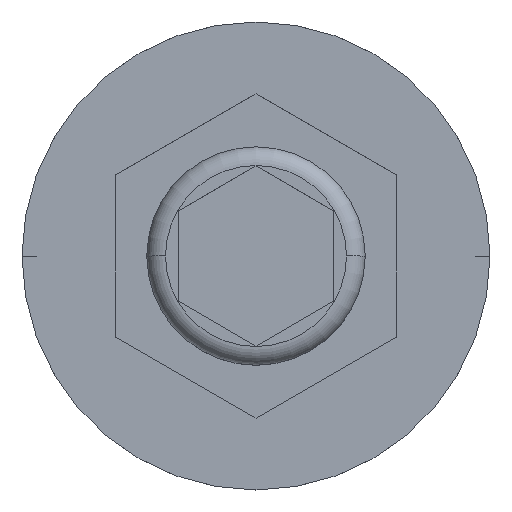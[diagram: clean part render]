
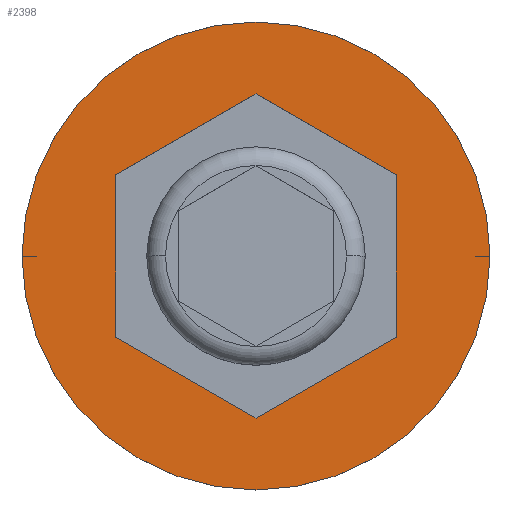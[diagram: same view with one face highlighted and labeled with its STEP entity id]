
A CAD part, top view. The second image highlights one B-rep face of the part: STEP entity #2398.
In plain terms, the highlighted planar face has unit normal (0, 0, 1).
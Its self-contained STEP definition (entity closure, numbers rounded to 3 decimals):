
#42 = LINE ( 'NONE', #2615, #2713 ) ;
#55 = AXIS2_PLACEMENT_3D ( 'NONE', #1537, #239, #3092 ) ;
#89 = CARTESIAN_POINT ( 'NONE',  ( 0., 2.598, 0. ) ) ;
#185 = CARTESIAN_POINT ( 'NONE',  ( 0., 2.598, 0. ) ) ;
#217 = CARTESIAN_POINT ( 'NONE',  ( -2.25, -1.299, 0. ) ) ;
#239 = DIRECTION ( 'NONE',  ( 0., 0., 1. ) ) ;
#262 = EDGE_CURVE ( 'NONE', #2302, #465, #1875, .T. ) ;
#324 = EDGE_CURVE ( 'NONE', #465, #1265, #3246, .T. ) ;
#325 = CIRCLE ( 'NONE', #55, 3.75 ) ;
#344 = DIRECTION ( 'NONE',  ( 0.866, -0.5, 0. ) ) ;
#412 = FACE_OUTER_BOUND ( 'NONE', #2683, .T. ) ;
#441 = CARTESIAN_POINT ( 'NONE',  ( -2.25, 1.299, 0. ) ) ;
#465 = VERTEX_POINT ( 'NONE', #1246 ) ;
#551 = CARTESIAN_POINT ( 'NONE',  ( -2.25, -1.299, 0. ) ) ;
#655 = ORIENTED_EDGE ( 'NONE', *, *, #262, .F. ) ;
#870 = LINE ( 'NONE', #1858, #1416 ) ;
#883 = VERTEX_POINT ( 'NONE', #1069 ) ;
#895 = FACE_BOUND ( 'NONE', #2650, .T. ) ;
#908 = CARTESIAN_POINT ( 'NONE',  ( 0., -2.598, 0. ) ) ;
#1006 = LINE ( 'NONE', #2792, #1533 ) ;
#1009 = ORIENTED_EDGE ( 'NONE', *, *, #1890, .F. ) ;
#1036 = AXIS2_PLACEMENT_3D ( 'NONE', #3222, #1429, #1933 ) ;
#1069 = CARTESIAN_POINT ( 'NONE',  ( 2.25, 1.299, 0. ) ) ;
#1116 = ORIENTED_EDGE ( 'NONE', *, *, #2017, .T. ) ;
#1129 = LINE ( 'NONE', #551, #2233 ) ;
#1244 = VERTEX_POINT ( 'NONE', #2766 ) ;
#1246 = CARTESIAN_POINT ( 'NONE',  ( -2.25, 1.299, 0. ) ) ;
#1265 = VERTEX_POINT ( 'NONE', #217 ) ;
#1282 = ORIENTED_EDGE ( 'NONE', *, *, #324, .F. ) ;
#1304 = VECTOR ( 'NONE', #1706, 1000. ) ;
#1370 = CIRCLE ( 'NONE', #2608, 3.75 ) ;
#1416 = VECTOR ( 'NONE', #2656, 1000. ) ;
#1429 = DIRECTION ( 'NONE',  ( 0., 0., 1. ) ) ;
#1497 = EDGE_CURVE ( 'NONE', #883, #2302, #42, .T. ) ;
#1533 = VECTOR ( 'NONE', #1783, 1000. ) ;
#1537 = CARTESIAN_POINT ( 'NONE',  ( 0., 0., 0. ) ) ;
#1620 = DIRECTION ( 'NONE',  ( 0., 0., 1. ) ) ;
#1694 = VERTEX_POINT ( 'NONE', #908 ) ;
#1706 = DIRECTION ( 'NONE',  ( 0., -1., 0. ) ) ;
#1766 = CARTESIAN_POINT ( 'NONE',  ( 3.75, 0., 0. ) ) ;
#1783 = DIRECTION ( 'NONE',  ( 0.866, 0.5, 0. ) ) ;
#1858 = CARTESIAN_POINT ( 'NONE',  ( 2.25, -1.299, 0. ) ) ;
#1875 = LINE ( 'NONE', #89, #2550 ) ;
#1890 = EDGE_CURVE ( 'NONE', #1244, #883, #870, .T. ) ;
#1929 = ORIENTED_EDGE ( 'NONE', *, *, #2156, .T. ) ;
#1933 = DIRECTION ( 'NONE',  ( 1., 0., 0. ) ) ;
#2017 = EDGE_CURVE ( 'NONE', #2188, #2269, #1370, .T. ) ;
#2070 = ORIENTED_EDGE ( 'NONE', *, *, #3071, .F. ) ;
#2093 = ORIENTED_EDGE ( 'NONE', *, *, #1497, .F. ) ;
#2156 = EDGE_CURVE ( 'NONE', #2269, #2188, #325, .T. ) ;
#2188 = VERTEX_POINT ( 'NONE', #2768 ) ;
#2233 = VECTOR ( 'NONE', #344, 1000. ) ;
#2269 = VERTEX_POINT ( 'NONE', #1766 ) ;
#2302 = VERTEX_POINT ( 'NONE', #185 ) ;
#2398 = ADVANCED_FACE ( 'NONE', ( #895, #412 ), #2981, .T. ) ;
#2550 = VECTOR ( 'NONE', #2725, 1000. ) ;
#2608 = AXIS2_PLACEMENT_3D ( 'NONE', #2626, #1620, #2690 ) ;
#2615 = CARTESIAN_POINT ( 'NONE',  ( 2.25, 1.299, 0. ) ) ;
#2626 = CARTESIAN_POINT ( 'NONE',  ( 0., 0., 0. ) ) ;
#2650 = EDGE_LOOP ( 'NONE', ( #2093, #1009, #2860, #2070, #1282, #655 ) ) ;
#2656 = DIRECTION ( 'NONE',  ( 0., 1., 0. ) ) ;
#2683 = EDGE_LOOP ( 'NONE', ( #1929, #1116 ) ) ;
#2690 = DIRECTION ( 'NONE',  ( 1., 0., 0. ) ) ;
#2713 = VECTOR ( 'NONE', #3119, 1000. ) ;
#2725 = DIRECTION ( 'NONE',  ( -0.866, -0.5, 0. ) ) ;
#2766 = CARTESIAN_POINT ( 'NONE',  ( 2.25, -1.299, 0. ) ) ;
#2768 = CARTESIAN_POINT ( 'NONE',  ( -3.75, 0., 0. ) ) ;
#2792 = CARTESIAN_POINT ( 'NONE',  ( 0., -2.598, 0. ) ) ;
#2860 = ORIENTED_EDGE ( 'NONE', *, *, #3316, .F. ) ;
#2981 = PLANE ( 'NONE',  #1036 ) ;
#3071 = EDGE_CURVE ( 'NONE', #1265, #1694, #1129, .T. ) ;
#3092 = DIRECTION ( 'NONE',  ( 1., 0., 0. ) ) ;
#3119 = DIRECTION ( 'NONE',  ( -0.866, 0.5, 0. ) ) ;
#3222 = CARTESIAN_POINT ( 'NONE',  ( 0., 0., 0. ) ) ;
#3246 = LINE ( 'NONE', #441, #1304 ) ;
#3316 = EDGE_CURVE ( 'NONE', #1694, #1244, #1006, .T. ) ;
